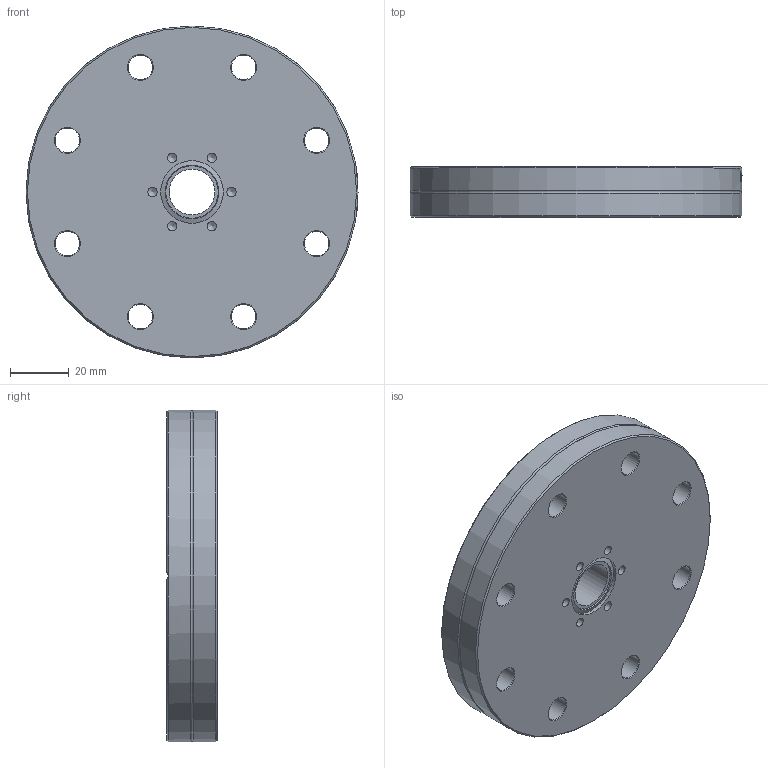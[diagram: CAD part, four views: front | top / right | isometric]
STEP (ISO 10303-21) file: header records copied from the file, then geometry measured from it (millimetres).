
FILE_DESCRIPTION(/* description */ (''),/* implementation_level */ '2;1');
FILE_NAME(/* name */ 'FL-Z63-16.stp',/* time_stamp */ '2021-06-28T11:25:43+01:00',/* author */ ('Paul'),/* organization */ (''),/* preprocessor_version */ 'ST-DEVELOPER v18.1',/* originating_system */ 'Autodesk Inventor 2022',/* authorisation */ '');
FILE_SCHEMA (('CONFIG_CONTROL_DESIGN'));
Length unit declared in the file: millimetre
Products named in the file (1): FL-Z63-16
Bounding box: 113.5 x 17.3 x 113.5 mm (x, y, z)
Volume: 157136.2 mm3; surface area: 30616.3 mm2
Topology: 1 solids, 1 shells, 147 faces, 393 edges, 256 vertices
Faces by surface type: bspline 53, plane 35, cone 29, cylinder 29, torus 1
Full cylindrical faces by diameter (mm): 3.242 x6, 8.4 x8, 15.7 x1, 21.4 x1, 82.5 x1, 113.5 x2
Entity records: 17019 total; most frequent: CARTESIAN_POINT 13644, ORIENTED_EDGE 774, DIRECTION 527, EDGE_CURVE 387, VERTEX_POINT 256, AXIS2_PLACEMENT_3D 190, EDGE_LOOP 179, FACE_OUTER_BOUND 147
